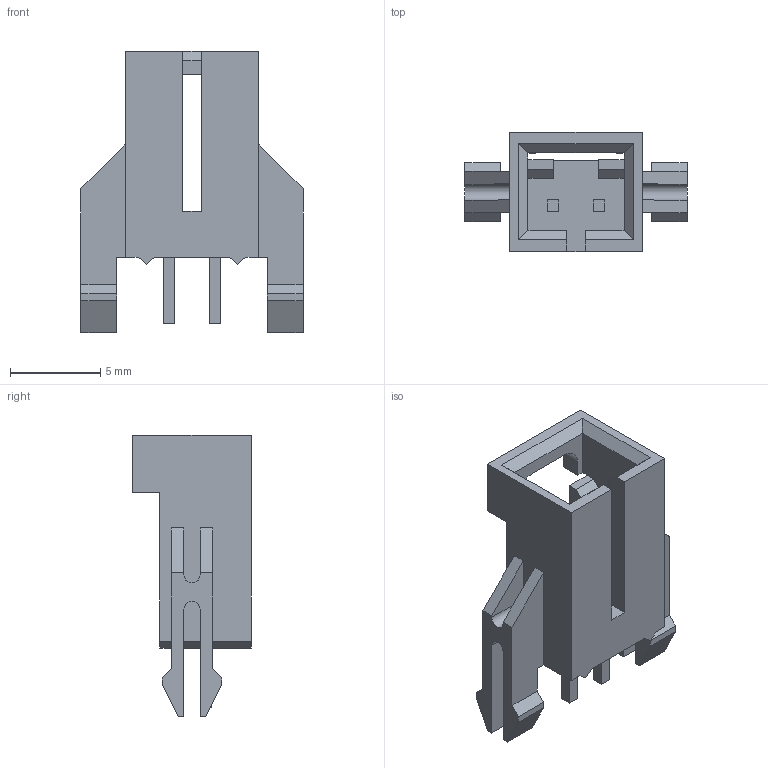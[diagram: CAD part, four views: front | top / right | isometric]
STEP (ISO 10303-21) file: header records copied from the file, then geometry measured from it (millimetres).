
FILE_DESCRIPTION((''),'2;1');
FILE_NAME('705410036','2014-04-18T',('me'),(''),'PRO/ENGINEER BY PARAMETRIC TECHNOLOGY CORPORATION, 2011490','PRO/ENGINEER BY PARAMETRIC TECHNOLOGY CORPORATION, 2011490','');
FILE_SCHEMA(('CONFIG_CONTROL_DESIGN'));
Length unit declared in the file: inch
Products named in the file (1): 705410036
Bounding box: 12.34 x 6.6 x 15.62 mm (x, y, z)
Volume: 340.5 mm3; surface area: 760.6 mm2
Topology: 1 solids, 1 shells, 105 faces, 305 edges, 204 vertices
Faces by surface type: plane 99, cylinder 6
Entity records: 3452 total; most frequent: CARTESIAN_POINT 608, ORIENTED_EDGE 594, DIRECTION 539, EDGE_CURVE 297, VECTOR 285, LINE 285, VERTEX_POINT 196, AXIS2_PLACEMENT_3D 127
